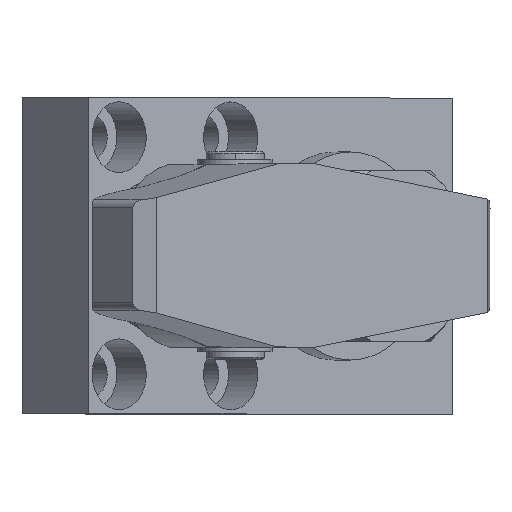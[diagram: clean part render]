
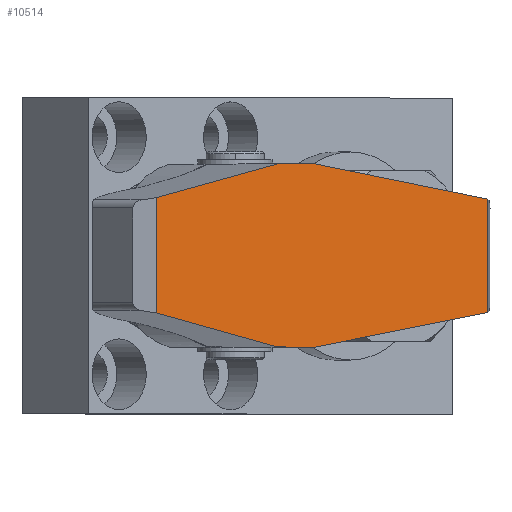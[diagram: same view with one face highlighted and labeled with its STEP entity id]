
A CAD part, top view. The second image highlights one B-rep face of the part: STEP entity #10514.
In plain terms, the highlighted face is planar.
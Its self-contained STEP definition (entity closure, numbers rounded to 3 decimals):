
#10 = EDGE_CURVE ( 'NONE', #6983, #5558, #3651, .T. ) ;
#347 = EDGE_CURVE ( 'NONE', #2423, #406, #16072, .T. ) ;
#406 = VERTEX_POINT ( 'NONE', #10928 ) ;
#471 = EDGE_CURVE ( 'NONE', #406, #13394, #14280, .T. ) ;
#529 = ORIENTED_EDGE ( 'NONE', *, *, #471, .F. ) ;
#687 = CARTESIAN_POINT ( 'NONE',  ( -13.857, -44., 76.5 ) ) ;
#1182 = PLANE ( 'NONE',  #9580 ) ;
#1204 = CARTESIAN_POINT ( 'NONE',  ( -13.621, 60., 76.5 ) ) ;
#1528 = DIRECTION ( 'NONE',  ( 0., 1., 0. ) ) ;
#1810 = ORIENTED_EDGE ( 'NONE', *, *, #347, .F. ) ;
#2180 = CARTESIAN_POINT ( 'NONE',  ( 13.857, -44., 76.5 ) ) ;
#2423 = VERTEX_POINT ( 'NONE', #3601 ) ;
#2739 = ORIENTED_EDGE ( 'NONE', *, *, #8318, .F. ) ;
#2795 = CARTESIAN_POINT ( 'NONE',  ( 22., -6., 76.5 ) ) ;
#2991 = VERTEX_POINT ( 'NONE', #2180 ) ;
#3601 = CARTESIAN_POINT ( 'NONE',  ( -22., -6., 76.5 ) ) ;
#3651 = LINE ( 'NONE', #16266, #5284 ) ;
#4379 = VECTOR ( 'NONE', #7615, 1000. ) ;
#4466 = ORIENTED_EDGE ( 'NONE', *, *, #14426, .F. ) ;
#4703 = EDGE_CURVE ( 'NONE', #5720, #2991, #6843, .T. ) ;
#4946 = CARTESIAN_POINT ( 'NONE',  ( 22., 6., 76.5 ) ) ;
#5284 = VECTOR ( 'NONE', #16381, 1000. ) ;
#5407 = VECTOR ( 'NONE', #15746, 1000. ) ;
#5502 = LINE ( 'NONE', #16088, #11036 ) ;
#5558 = VERTEX_POINT ( 'NONE', #2795 ) ;
#5720 = VERTEX_POINT ( 'NONE', #687 ) ;
#6303 = DIRECTION ( 'NONE',  ( 0.153, -0.988, 0. ) ) ;
#6478 = DIRECTION ( 'NONE',  ( -1., 0., 0. ) ) ;
#6634 = CARTESIAN_POINT ( 'NONE',  ( 0., -44., 76.5 ) ) ;
#6698 = CARTESIAN_POINT ( 'NONE',  ( -22., 0., 76.5 ) ) ;
#6843 = LINE ( 'NONE', #6634, #5407 ) ;
#6983 = VERTEX_POINT ( 'NONE', #4946 ) ;
#7615 = DIRECTION ( 'NONE',  ( 0.21, 0.978, 0. ) ) ;
#8204 = EDGE_CURVE ( 'NONE', #13056, #6983, #14644, .T. ) ;
#8304 = CARTESIAN_POINT ( 'NONE',  ( -22., 6., 76.5 ) ) ;
#8318 = EDGE_CURVE ( 'NONE', #13394, #13056, #11377, .T. ) ;
#8443 = DIRECTION ( 'NONE',  ( -0.21, 0.978, 0. ) ) ;
#8978 = CARTESIAN_POINT ( 'NONE',  ( 0., 0., 76.5 ) ) ;
#9580 = AXIS2_PLACEMENT_3D ( 'NONE', #8978, #10362, #6478 ) ;
#10152 = EDGE_CURVE ( 'NONE', #2991, #5558, #11936, .T. ) ;
#10239 = CARTESIAN_POINT ( 'NONE',  ( 0., 60., 76.5 ) ) ;
#10304 = CARTESIAN_POINT ( 'NONE',  ( 22.263, -4.771, 76.5 ) ) ;
#10362 = DIRECTION ( 'NONE',  ( 0., 0., -1. ) ) ;
#10514 = ADVANCED_FACE ( 'NONE', ( #10899 ), #1182, .F. ) ;
#10899 = FACE_OUTER_BOUND ( 'NONE', #13206, .T. ) ;
#10928 = CARTESIAN_POINT ( 'NONE',  ( -22., 6., 76.5 ) ) ;
#11036 = VECTOR ( 'NONE', #8443, 1000. ) ;
#11377 = LINE ( 'NONE', #10239, #16820 ) ;
#11771 = VECTOR ( 'NONE', #6303, 1000. ) ;
#11936 = LINE ( 'NONE', #10304, #4379 ) ;
#12315 = CARTESIAN_POINT ( 'NONE',  ( 13.621, 60., 76.5 ) ) ;
#12363 = DIRECTION ( 'NONE',  ( 0.153, 0.988, 0. ) ) ;
#13056 = VERTEX_POINT ( 'NONE', #12315 ) ;
#13206 = EDGE_LOOP ( 'NONE', ( #13216, #16125, #15697, #2739, #529, #1810, #4466, #15961 ) ) ;
#13216 = ORIENTED_EDGE ( 'NONE', *, *, #10152, .T. ) ;
#13394 = VERTEX_POINT ( 'NONE', #1204 ) ;
#13880 = VECTOR ( 'NONE', #1528, 1000. ) ;
#14065 = VECTOR ( 'NONE', #12363, 1000. ) ;
#14179 = CARTESIAN_POINT ( 'NONE',  ( 13.621, 60., 76.5 ) ) ;
#14280 = LINE ( 'NONE', #8304, #14065 ) ;
#14426 = EDGE_CURVE ( 'NONE', #5720, #2423, #5502, .T. ) ;
#14644 = LINE ( 'NONE', #14179, #11771 ) ;
#15697 = ORIENTED_EDGE ( 'NONE', *, *, #8204, .F. ) ;
#15746 = DIRECTION ( 'NONE',  ( 1., 0., 0. ) ) ;
#15961 = ORIENTED_EDGE ( 'NONE', *, *, #4703, .T. ) ;
#16072 = LINE ( 'NONE', #6698, #13880 ) ;
#16088 = CARTESIAN_POINT ( 'NONE',  ( -13.857, -44., 76.5 ) ) ;
#16122 = DIRECTION ( 'NONE',  ( 1., 0., 0. ) ) ;
#16125 = ORIENTED_EDGE ( 'NONE', *, *, #10, .F. ) ;
#16266 = CARTESIAN_POINT ( 'NONE',  ( 22., 0., 76.5 ) ) ;
#16381 = DIRECTION ( 'NONE',  ( 0., -1., 0. ) ) ;
#16820 = VECTOR ( 'NONE', #16122, 1000. ) ;
